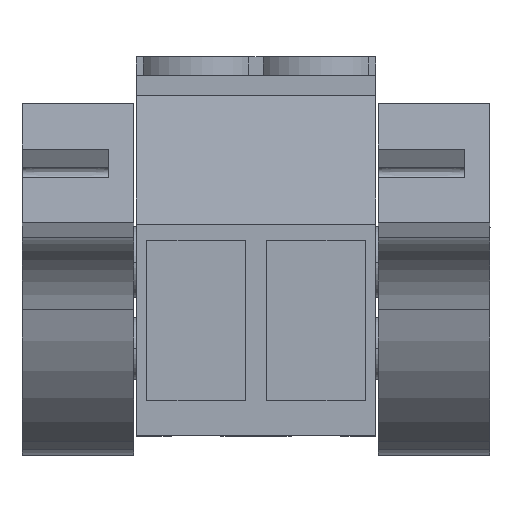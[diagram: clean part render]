
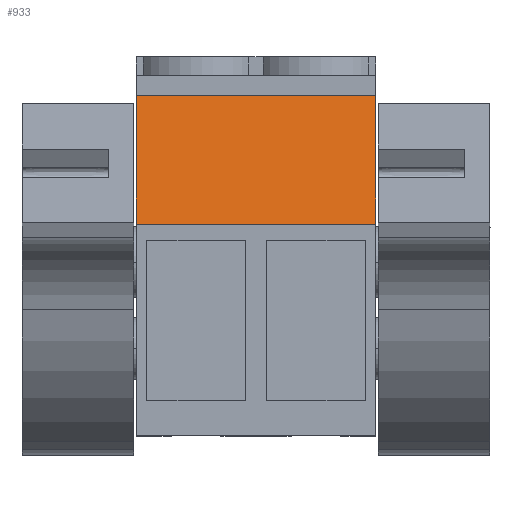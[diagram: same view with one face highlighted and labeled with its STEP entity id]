
A CAD part, top view. The second image highlights one B-rep face of the part: STEP entity #933.
In plain terms, the highlighted planar face has unit normal (0, 0.18, 0.984).
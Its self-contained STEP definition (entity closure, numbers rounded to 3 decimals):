
#913=AXIS2_PLACEMENT_3D('Plane Axis2P3D',#910,#911,#912) ;
#77=CARTESIAN_POINT('Vertex',(4.85,9.805,19.751)) ;
#80=CARTESIAN_POINT('Line Origine',(4.85,12.537,19.251)) ;
#84=CARTESIAN_POINT('Vertex',(4.85,15.269,18.752)) ;
#895=CARTESIAN_POINT('Vertex',(15.01,9.805,19.751)) ;
#898=CARTESIAN_POINT('Line Origine',(9.93,9.805,19.751)) ;
#910=CARTESIAN_POINT('Axis2P3D Location',(4.85,15.269,18.752)) ;
#915=CARTESIAN_POINT('Line Origine',(15.01,12.537,19.251)) ;
#919=CARTESIAN_POINT('Vertex',(15.01,15.269,18.752)) ;
#922=CARTESIAN_POINT('Line Origine',(9.93,15.269,18.752)) ;
#81=DIRECTION('Vector Direction',(0.,-0.984,0.18)) ;
#899=DIRECTION('Vector Direction',(1.,0.,0.)) ;
#911=DIRECTION('Axis2P3D Direction',(0.,0.18,0.984)) ;
#912=DIRECTION('Axis2P3D XDirection',(0.,-0.984,0.18)) ;
#916=DIRECTION('Vector Direction',(0.,-0.984,0.18)) ;
#923=DIRECTION('Vector Direction',(1.,0.,0.)) ;
#82=VECTOR('Line Direction',#81,1.) ;
#900=VECTOR('Line Direction',#899,1.) ;
#917=VECTOR('Line Direction',#916,1.) ;
#924=VECTOR('Line Direction',#923,1.) ;
#928=ORIENTED_EDGE('',*,*,#921,.F.) ;
#929=ORIENTED_EDGE('',*,*,#926,.F.) ;
#930=ORIENTED_EDGE('',*,*,#86,.F.) ;
#931=ORIENTED_EDGE('',*,*,#902,.T.) ;
#933=ADVANCED_FACE('HOUSING',(#932),#914,.T.) ;
#86=EDGE_CURVE('',#78,#85,#83,.F.) ;
#902=EDGE_CURVE('',#78,#896,#901,.T.) ;
#921=EDGE_CURVE('',#920,#896,#918,.T.) ;
#926=EDGE_CURVE('',#85,#920,#925,.T.) ;
#927=EDGE_LOOP('',(#928,#929,#930,#931)) ;
#932=FACE_OUTER_BOUND('',#927,.T.) ;
#83=LINE('Line',#80,#82) ;
#901=LINE('Line',#898,#900) ;
#918=LINE('Line',#915,#917) ;
#925=LINE('Line',#922,#924) ;
#914=PLANE('',#913) ;
#78=VERTEX_POINT('',#77) ;
#85=VERTEX_POINT('',#84) ;
#896=VERTEX_POINT('',#895) ;
#920=VERTEX_POINT('',#919) ;
